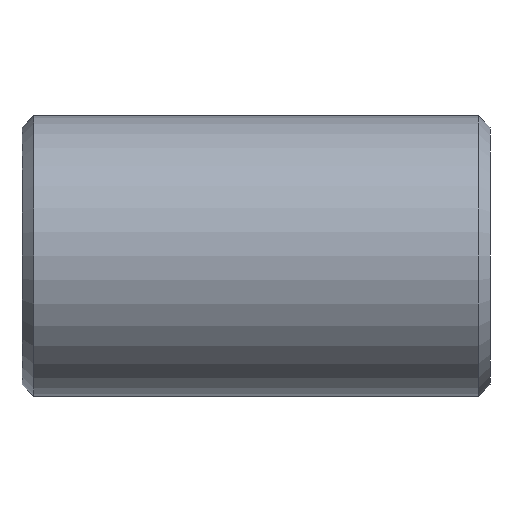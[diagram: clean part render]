
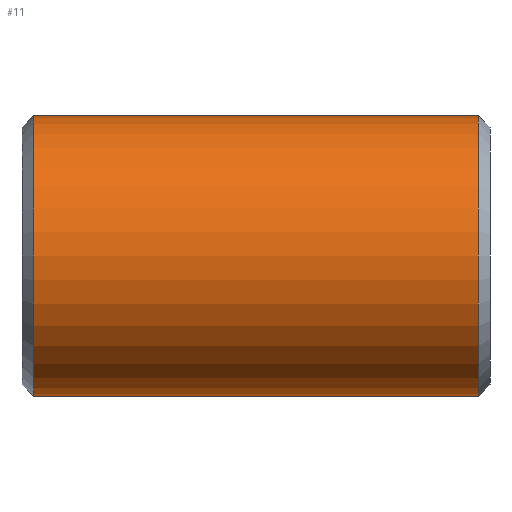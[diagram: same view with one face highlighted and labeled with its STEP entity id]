
A CAD part, left-side view. The second image highlights one B-rep face of the part: STEP entity #11.
In plain terms, the highlighted cylindrical face has radius 6 mm (diameter 12 mm), a partial arc.
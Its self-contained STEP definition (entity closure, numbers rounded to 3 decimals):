
#10 = EDGE_CURVE ( 'NONE', #131, #130, #47, .T. ) ;
#11 = ADVANCED_FACE ( 'NONE', ( #43 ), #353, .T. ) ;
#12 = EDGE_LOOP ( 'NONE', ( #13, #14, #15, #75 ) ) ;
#13 = ORIENTED_EDGE ( 'NONE', *, *, #133, .F. ) ;
#14 = ORIENTED_EDGE ( 'NONE', *, *, #10, .T. ) ;
#15 = ORIENTED_EDGE ( 'NONE', *, *, #152, .T. ) ;
#37 = VERTEX_POINT ( 'NONE', #311 ) ;
#40 = VERTEX_POINT ( 'NONE', #305 ) ;
#43 = FACE_OUTER_BOUND ( 'NONE', #12, .T. ) ;
#44 = DIRECTION ( 'NONE',  ( 0., 0., 1. ) ) ;
#45 = DIRECTION ( 'NONE',  ( 0., 1., 0. ) ) ;
#46 = AXIS2_PLACEMENT_3D ( 'NONE', #51, #45, #44 ) ;
#47 = CIRCLE ( 'NONE', #46, 6. ) ;
#51 = CARTESIAN_POINT ( 'NONE',  ( 0., -9.5, 0. ) ) ;
#75 = ORIENTED_EDGE ( 'NONE', *, *, #76, .F. ) ;
#76 = EDGE_CURVE ( 'NONE', #40, #37, #184, .T. ) ;
#130 = VERTEX_POINT ( 'NONE', #264 ) ;
#131 = VERTEX_POINT ( 'NONE', #263 ) ;
#133 = EDGE_CURVE ( 'NONE', #131, #40, #262, .T. ) ;
#152 = EDGE_CURVE ( 'NONE', #130, #37, #220, .T. ) ;
#176 = DIRECTION ( 'NONE',  ( 0., 0., 1. ) ) ;
#177 = DIRECTION ( 'NONE',  ( 0., 1., 0. ) ) ;
#178 = CARTESIAN_POINT ( 'NONE',  ( 0., 9.5, 0. ) ) ;
#179 = AXIS2_PLACEMENT_3D ( 'NONE', #178, #177, #176 ) ;
#184 = CIRCLE ( 'NONE', #179, 6. ) ;
#217 = DIRECTION ( 'NONE',  ( 0., 1., 0. ) ) ;
#218 = VECTOR ( 'NONE', #217, 1000. ) ;
#219 = CARTESIAN_POINT ( 'NONE',  ( 0., 20.182, 6. ) ) ;
#220 = LINE ( 'NONE', #219, #218 ) ;
#259 = DIRECTION ( 'NONE',  ( 0., 1., 0. ) ) ;
#260 = VECTOR ( 'NONE', #259, 1000. ) ;
#261 = CARTESIAN_POINT ( 'NONE',  ( 0., 20.182, -6. ) ) ;
#262 = LINE ( 'NONE', #261, #260 ) ;
#263 = CARTESIAN_POINT ( 'NONE',  ( 0., -9.5, -6. ) ) ;
#264 = CARTESIAN_POINT ( 'NONE',  ( 0., -9.5, 6. ) ) ;
#305 = CARTESIAN_POINT ( 'NONE',  ( 0., 9.5, -6. ) ) ;
#311 = CARTESIAN_POINT ( 'NONE',  ( 0., 9.5, 6. ) ) ;
#349 = DIRECTION ( 'NONE',  ( 0., 0., 1. ) ) ;
#350 = DIRECTION ( 'NONE',  ( 0., 1., 0. ) ) ;
#351 = CARTESIAN_POINT ( 'NONE',  ( 0., 20.182, 0. ) ) ;
#352 = AXIS2_PLACEMENT_3D ( 'NONE', #351, #350, #349 ) ;
#353 = CYLINDRICAL_SURFACE ( 'NONE', #352, 6. ) ;
